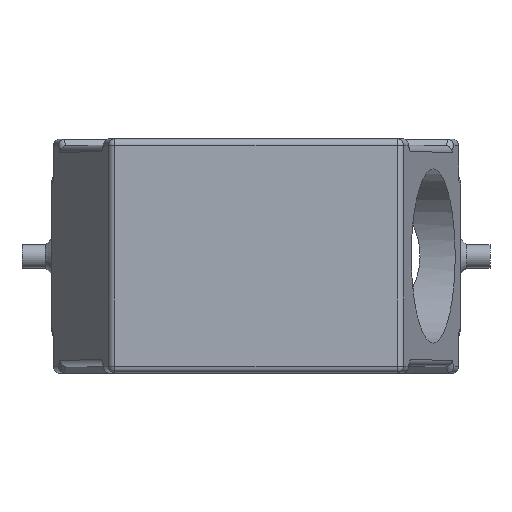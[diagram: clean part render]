
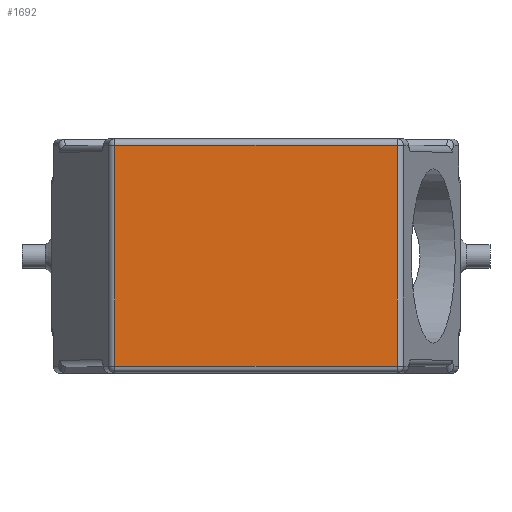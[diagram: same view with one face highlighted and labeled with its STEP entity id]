
A CAD part, top view. The second image highlights one B-rep face of the part: STEP entity #1692.
In plain terms, the highlighted planar face has unit normal (0, 0, 1).
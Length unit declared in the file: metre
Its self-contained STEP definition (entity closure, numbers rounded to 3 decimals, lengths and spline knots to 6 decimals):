
#1692=ADVANCED_FACE('',(#4257),#4258,.T.);
#2800=EDGE_CURVE('',#5828,#5832,#5833,.T.);
#2964=EDGE_CURVE('',#6038,#5828,#6041,.T.);
#3300=EDGE_CURVE('',#6432,#6038,#6433,.T.);
#3302=EDGE_CURVE('',#5832,#6432,#6435,.T.);
#4257=FACE_OUTER_BOUND('',#7831,.T.);
#4258=PLANE('',#7832);
#5828=VERTEX_POINT('',#10723);
#5832=VERTEX_POINT('',#10728);
#5833=LINE('',#10729,#10730);
#6038=VERTEX_POINT('',#11076);
#6041=LINE('',#11080,#11081);
#6432=VERTEX_POINT('',#11781);
#6433=LINE('',#11782,#11783);
#6435=LINE('',#11786,#11787);
#7831=EDGE_LOOP('',(#14343,#14344,#14345,#14346));
#7832=AXIS2_PLACEMENT_3D('',#14347,#14348,#14349);
#10723=CARTESIAN_POINT('',(0.021727,-0.017,0.0645));
#10728=CARTESIAN_POINT('',(-0.021727,-0.017,0.0645));
#10729=CARTESIAN_POINT('',(0.021727,-0.017,0.0645));
#10730=VECTOR('',#15740,1.0);
#11076=CARTESIAN_POINT('',(0.021727,0.017,0.0645));
#11080=CARTESIAN_POINT('',(0.021727,0.017,0.0645));
#11081=VECTOR('',#15864,1.0);
#11781=CARTESIAN_POINT('',(-0.021727,0.017,0.0645));
#11782=CARTESIAN_POINT('',(-0.021727,0.017,0.0645));
#11783=VECTOR('',#16084,1.0);
#11786=CARTESIAN_POINT('',(-0.021727,-0.017,0.0645));
#11787=VECTOR('',#16085,1.0);
#14343=ORIENTED_EDGE('',*,*,#3300,.F.);
#14344=ORIENTED_EDGE('',*,*,#3302,.F.);
#14345=ORIENTED_EDGE('',*,*,#2800,.F.);
#14346=ORIENTED_EDGE('',*,*,#2964,.F.);
#14347=CARTESIAN_POINT('',(0.0225,0.0,0.0645));
#14348=DIRECTION('',(0.0,0.0,1.0));
#14349=DIRECTION('',(1.0,-0.0,0.0));
#15740=DIRECTION('',(-1.0,0.0,0.0));
#15864=DIRECTION('',(0.0,-1.0,0.0));
#16084=DIRECTION('',(1.0,0.0,0.0));
#16085=DIRECTION('',(0.0,1.0,0.0));
